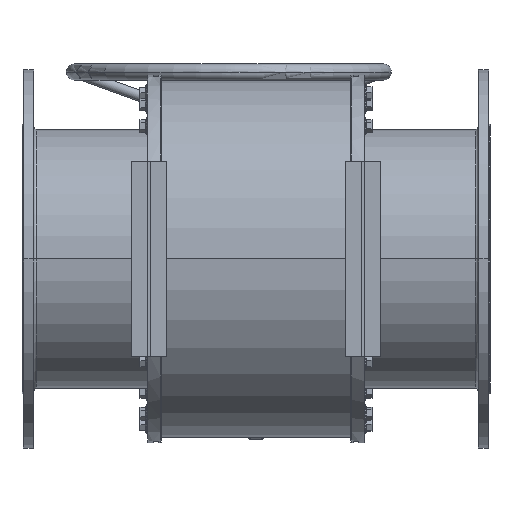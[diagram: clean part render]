
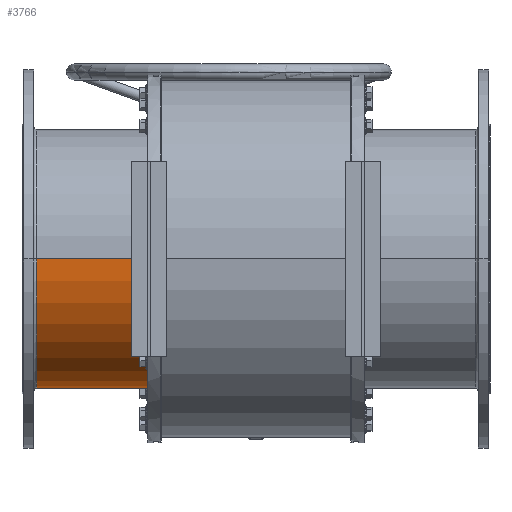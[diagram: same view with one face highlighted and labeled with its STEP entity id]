
A CAD part, front view. The second image highlights one B-rep face of the part: STEP entity #3766.
In plain terms, the highlighted cylindrical face has radius 239.1 mm (diameter 478.2 mm), a partial arc.
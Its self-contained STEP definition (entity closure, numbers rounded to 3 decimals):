
#386 = CIRCLE ( 'NONE', #23038, 239.1 ) ;
#439 = VECTOR ( 'NONE', #17661, 1000. ) ;
#3224 = CARTESIAN_POINT ( 'NONE',  ( -405., -239.1, 0. ) ) ;
#3675 = CIRCLE ( 'NONE', #21421, 239.1 ) ;
#3766 = ADVANCED_FACE ( 'NONE', ( #8467 ), #6104, .T. ) ;
#5674 = DIRECTION ( 'NONE',  ( 1., 0., 0. ) ) ;
#6104 = CYLINDRICAL_SURFACE ( 'NONE', #26158, 239.1 ) ;
#6249 = CARTESIAN_POINT ( 'NONE',  ( -432., 0., 0. ) ) ;
#6569 = DIRECTION ( 'NONE',  ( 0., 0., 1. ) ) ;
#6611 = VERTEX_POINT ( 'NONE', #20652 ) ;
#7733 = VERTEX_POINT ( 'NONE', #3224 ) ;
#8123 = VECTOR ( 'NONE', #8286, 1000. ) ;
#8286 = DIRECTION ( 'NONE',  ( -1., 0., 0. ) ) ;
#8467 = FACE_OUTER_BOUND ( 'NONE', #10059, .T. ) ;
#8541 = DIRECTION ( 'NONE',  ( -1., 0., 0. ) ) ;
#9690 = CARTESIAN_POINT ( 'NONE',  ( -200., 239.1, 0. ) ) ;
#9857 = VERTEX_POINT ( 'NONE', #9690 ) ;
#10059 = EDGE_LOOP ( 'NONE', ( #19388, #18920, #26294, #15767 ) ) ;
#10355 = CARTESIAN_POINT ( 'NONE',  ( -200., 0., 0. ) ) ;
#10502 = LINE ( 'NONE', #12732, #8123 ) ;
#11823 = CARTESIAN_POINT ( 'NONE',  ( -405., 239.1, 0. ) ) ;
#12732 = CARTESIAN_POINT ( 'NONE',  ( -432., -239.1, 0. ) ) ;
#13568 = EDGE_CURVE ( 'NONE', #9857, #26986, #22258, .T. ) ;
#15767 = ORIENTED_EDGE ( 'NONE', *, *, #26324, .T. ) ;
#17380 = EDGE_CURVE ( 'NONE', #6611, #7733, #10502, .T. ) ;
#17661 = DIRECTION ( 'NONE',  ( -1., 0., 0. ) ) ;
#18461 = DIRECTION ( 'NONE',  ( 0., -1., 0. ) ) ;
#18920 = ORIENTED_EDGE ( 'NONE', *, *, #24296, .T. ) ;
#19388 = ORIENTED_EDGE ( 'NONE', *, *, #13568, .F. ) ;
#20652 = CARTESIAN_POINT ( 'NONE',  ( -200., -239.1, 0. ) ) ;
#20832 = DIRECTION ( 'NONE',  ( 0., -1., 0. ) ) ;
#20986 = DIRECTION ( 'NONE',  ( -1., 0., 0. ) ) ;
#21421 = AXIS2_PLACEMENT_3D ( 'NONE', #10355, #8541, #6569 ) ;
#21687 = CARTESIAN_POINT ( 'NONE',  ( -432., 239.1, 0. ) ) ;
#22258 = LINE ( 'NONE', #21687, #439 ) ;
#22476 = CARTESIAN_POINT ( 'NONE',  ( -405., 0., 0. ) ) ;
#23038 = AXIS2_PLACEMENT_3D ( 'NONE', #22476, #5674, #18461 ) ;
#24296 = EDGE_CURVE ( 'NONE', #9857, #6611, #3675, .T. ) ;
#26158 = AXIS2_PLACEMENT_3D ( 'NONE', #6249, #20986, #20832 ) ;
#26294 = ORIENTED_EDGE ( 'NONE', *, *, #17380, .T. ) ;
#26324 = EDGE_CURVE ( 'NONE', #7733, #26986, #386, .T. ) ;
#26986 = VERTEX_POINT ( 'NONE', #11823 ) ;
